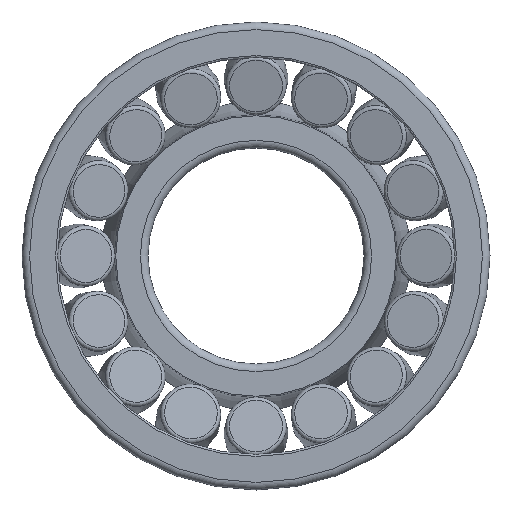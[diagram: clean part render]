
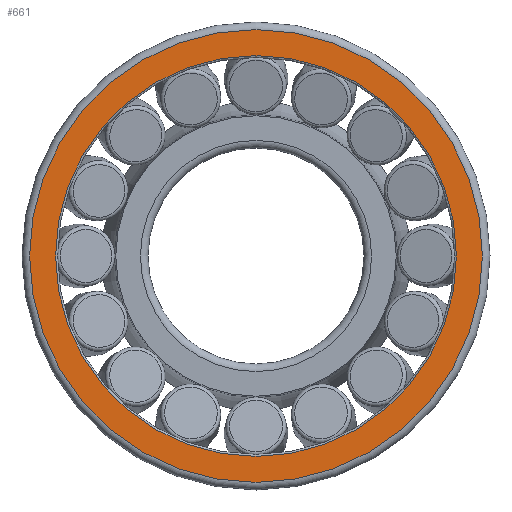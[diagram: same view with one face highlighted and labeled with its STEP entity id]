
A CAD part, left-side view. The second image highlights one B-rep face of the part: STEP entity #661.
In plain terms, the highlighted planar face has unit normal (-1, 0, 0).
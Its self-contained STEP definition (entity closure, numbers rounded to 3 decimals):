
#661 = ADVANCED_FACE( '', ( #746, #747 ), #748, .T. );
#746 = FACE_BOUND( '', #962, .T. );
#747 = FACE_OUTER_BOUND( '', #963, .T. );
#748 = PLANE( '', #964 );
#962 = EDGE_LOOP( '', ( #1183 ) );
#963 = EDGE_LOOP( '', ( #1184 ) );
#964 = AXIS2_PLACEMENT_3D( '', #1185, #1186, #1187 );
#1183 = ORIENTED_EDGE( '', *, *, #1301, .T. );
#1184 = ORIENTED_EDGE( '', *, *, #1293, .F. );
#1185 = CARTESIAN_POINT( '', ( 0., 62.9, 0. ) );
#1186 = DIRECTION( '', ( -1., 0., 0. ) );
#1187 = DIRECTION( '', ( 0., 0., 1. ) );
#1293 = EDGE_CURVE( '', #1361, #1361, #1362, .T. );
#1301 = EDGE_CURVE( '', #1374, #1374, #1375, .T. );
#1361 = VERTEX_POINT( '', #1732 );
#1362 = CIRCLE( '', #1733, 62.9 );
#1374 = VERTEX_POINT( '', #1774 );
#1375 = CIRCLE( '', #1775, 55.676 );
#1732 = CARTESIAN_POINT( '', ( 0., 0., -62.9 ) );
#1733 = AXIS2_PLACEMENT_3D( '', #1876, #1877, #1878 );
#1774 = CARTESIAN_POINT( '', ( 0., 0., -55.676 ) );
#1775 = AXIS2_PLACEMENT_3D( '', #1897, #1898, #1899 );
#1876 = CARTESIAN_POINT( '', ( 0., 0., 0. ) );
#1877 = DIRECTION( '', ( 1., 0., 0. ) );
#1878 = DIRECTION( '', ( 0., 0., -1. ) );
#1897 = CARTESIAN_POINT( '', ( 0., 0., 0. ) );
#1898 = DIRECTION( '', ( 1., 0., 0. ) );
#1899 = DIRECTION( '', ( 0., 0., -1. ) );
